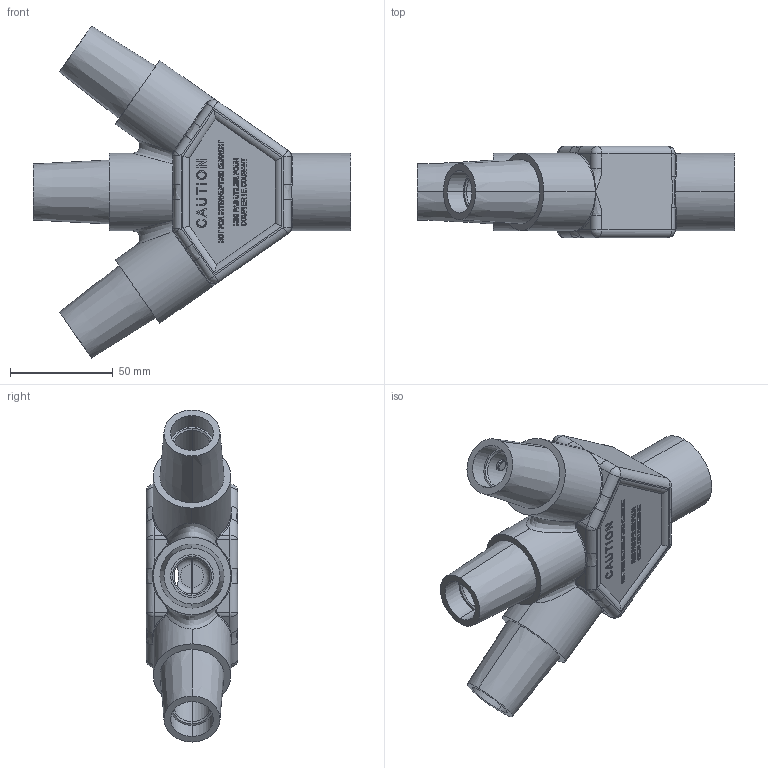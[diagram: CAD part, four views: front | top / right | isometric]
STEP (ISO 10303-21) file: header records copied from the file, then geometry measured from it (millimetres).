
FILE_DESCRIPTION (( 'STEP AP214' ), '1' );
FILE_NAME ('ORC4629-M01.STEP', '2024-04-19T20:06:40', ( '' ), ( '' ), 'SwSTEP 2.0', 'SolidWorks 2020', '' );
FILE_SCHEMA (( 'AUTOMOTIVE_DESIGN' ));
Length unit declared in the file: inch
Products named in the file (1): ORC4629-M01
Bounding box: 153.95 x 44.45 x 161.18 mm (x, y, z)
Surface area: 49040.5 mm2 (no closed solid volume)
Topology: 0 solids, 12 shells, 1190 faces, 4532 edges, 3161 vertices
Faces by surface type: plane 690, bspline 375, cylinder 81, torus 18, cone 14, sphere 12
Entity records: 90385 total; most frequent: CARTESIAN_POINT 41396, ORIENTED_EDGE 7018, DIRECTION 5151, EDGE_CURVE 4512, VERTEX_POINT 3161, LINE 2987, VECTOR 2987, EDGE_LOOP 1382
